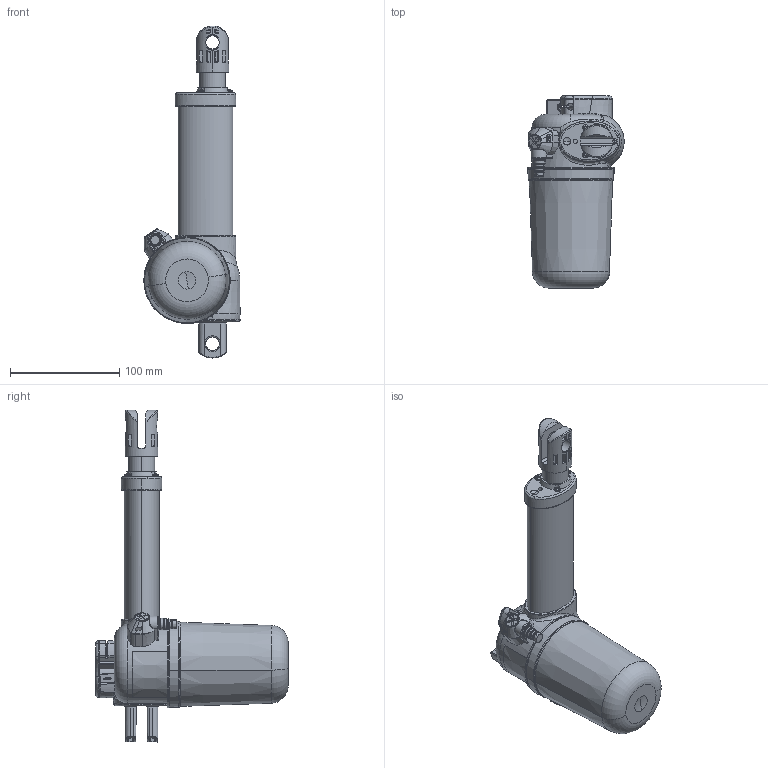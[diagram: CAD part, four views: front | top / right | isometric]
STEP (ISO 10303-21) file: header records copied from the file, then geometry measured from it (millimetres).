
FILE_DESCRIPTION (( 'STEP AP203' ), '1' );
FILE_NAME ('Megamat 2 ER.STEP', '2013-06-26T13:12:58', ( 'admin' ), ( 'Hewlett-Packard Company' ), 'SwSTEP 2.0', 'SolidWorks 2012', '' );
FILE_SCHEMA (( 'CONFIG_CONTROL_DESIGN' ));
Length unit declared in the file: millimetre
Products named in the file (1): Megamat 2 ER
Bounding box: 88.15 x 175.8 x 303.47 mm (x, y, z)
Volume: 956551.6 mm3; surface area: 86569.5 mm2
Topology: 1 solids, 2 shells, 1271 faces, 3233 edges, 2007 vertices
Faces by surface type: plane 463, cylinder 300, bspline 226, cone 137, torus 83, sphere 62
Entity records: 47326 total; most frequent: CARTESIAN_POINT 18967, ORIENTED_EDGE 6424, DIRECTION 5360, EDGE_CURVE 3212, AXIS2_PLACEMENT_3D 2066, VERTEX_POINT 2007, EDGE_LOOP 1345, FACE_OUTER_BOUND 1271
